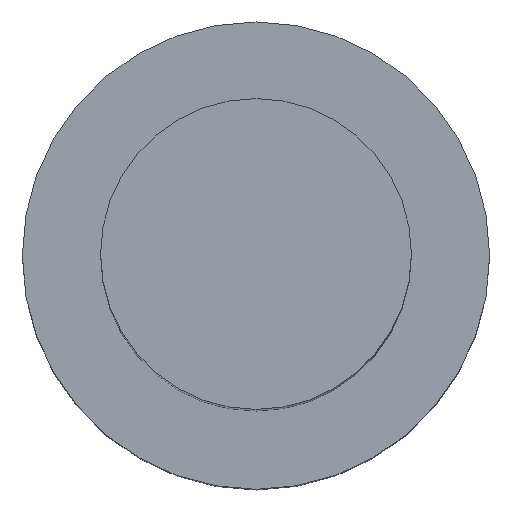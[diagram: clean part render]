
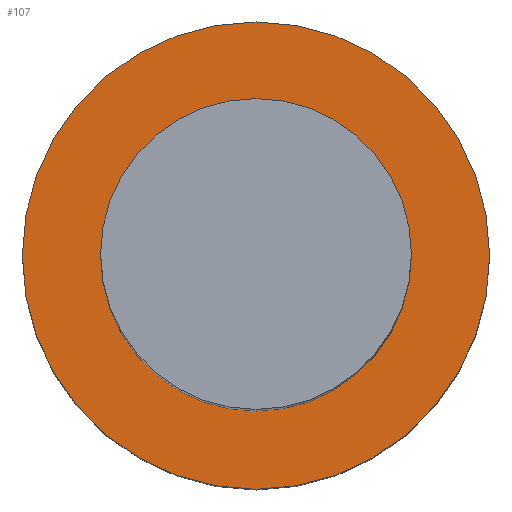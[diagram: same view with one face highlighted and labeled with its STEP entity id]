
A CAD part, top view. The second image highlights one B-rep face of the part: STEP entity #107.
In plain terms, the highlighted planar face has unit normal (0, 0, 1).
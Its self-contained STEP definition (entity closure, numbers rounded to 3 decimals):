
#22=CARTESIAN_POINT('POINT3',(12.964,7.58,7.5));
#23=VERTEX_POINT('VERTEX3',#22);
#30=CARTESIAN_POINT('POINT4',(10.964,7.58,7.5));
#31=VERTEX_POINT('VERTEX4',#30);
#32=CARTESIAN_POINT('POS4',(11.964,7.58,7.5));
#33=DIRECTION('DIR6',(0.,0.,-1.));
#34=DIRECTION('DIR7',(1.,0.,0.));
#35=AXIS2_PLACEMENT_3D('AXIS3',#32,#33,#34);
#36=CIRCLE('ELLIPSE2',#35,1.);
#37=EDGE_CURVE('EDGE4',#31,#23,#36,.T.);
#57=EDGE_CURVE('EDGE6',#23,#31,#36,.T.);
#83=ORIENTED_EDGE('COEDGE13',*,*,#57,.T.);
#84=ORIENTED_EDGE('COEDGE14',*,*,#37,.T.);
#85=EDGE_LOOP('NONE',(#83,#84));
#86=FACE_BOUND('LOOP1',#85,.T.);
#87=CARTESIAN_POINT('POINT7',(13.468,7.58,7.5));
#88=VERTEX_POINT('VERTEX7',#87);
#89=CARTESIAN_POINT('POINT8',(10.46,7.58,7.5));
#90=VERTEX_POINT('VERTEX8',#89);
#91=CARTESIAN_POINT('POS9',(11.964,7.58,7.5));
#92=DIRECTION('DIR15',(0.,0.,1.));
#93=DIRECTION('DIR16',(1.,0.,0.));
#94=AXIS2_PLACEMENT_3D('AXIS7',#91,#92,#93);
#95=CIRCLE('ELLIPSE4',#94,1.504);
#96=EDGE_CURVE('EDGE9',#88,#90,#95,.T.);
#97=ORIENTED_EDGE('COEDGE15',*,*,#96,.T.);
#98=EDGE_CURVE('EDGE10',#90,#88,#95,.T.);
#99=ORIENTED_EDGE('COEDGE16',*,*,#98,.T.);
#100=EDGE_LOOP('NONE',(#97,#99));
#101=FACE_BOUND('LOOP1',#100,.T.);
#102=CARTESIAN_POINT('POS10',(11.964,7.58,7.5));
#103=DIRECTION('DIR17',(0.,0.,1.));
#104=DIRECTION('DIR18',(1.,0.,0.));
#105=AXIS2_PLACEMENT_3D('AXIS8',#102,#103,#104);
#106=PLANE('PLANE3',#105);
#107=ADVANCED_FACE('FACE5',(#86,#101),#106,.T.);
